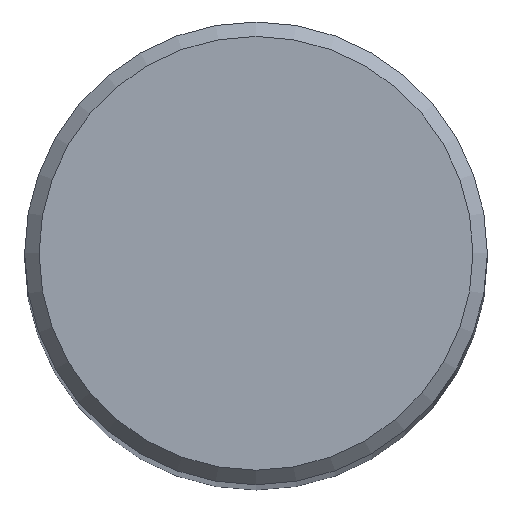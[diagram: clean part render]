
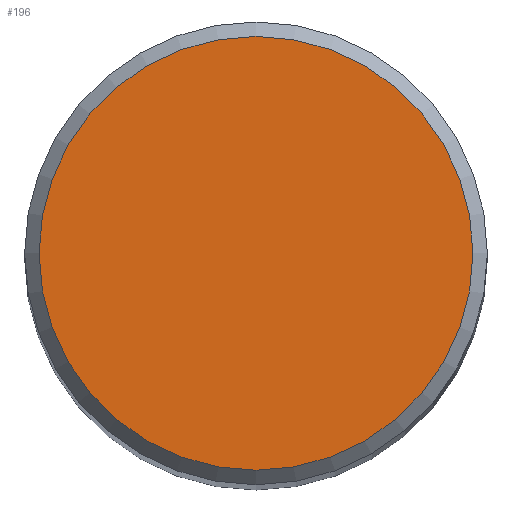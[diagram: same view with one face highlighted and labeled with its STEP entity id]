
A CAD part, top view. The second image highlights one B-rep face of the part: STEP entity #196.
In plain terms, the highlighted planar face has unit normal (0, 0, 1).
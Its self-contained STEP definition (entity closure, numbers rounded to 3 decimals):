
#196=ADVANCED_FACE('',(#257),#231,.T.);
#231=PLANE('',#840);
#257=FACE_OUTER_BOUND('',#289,.T.);
#289=EDGE_LOOP('',(#421));
#334=CIRCLE('',#839,7.5);
#421=ORIENTED_EDGE('',*,*,#643,.T.);
#567=VERTEX_POINT('',#1400);
#643=EDGE_CURVE('',#567,#567,#334,.T.);
#839=AXIS2_PLACEMENT_3D('',#1399,#995,#996);
#840=AXIS2_PLACEMENT_3D('',#1401,#997,#998);
#995=DIRECTION('',(0.,0.,1.));
#996=DIRECTION('',(1.,0.,0.));
#997=DIRECTION('',(0.,0.,1.));
#998=DIRECTION('',(1.,0.,0.));
#1399=CARTESIAN_POINT('',(0.,0.,0.));
#1400=CARTESIAN_POINT('',(7.5,0.,0.));
#1401=CARTESIAN_POINT('',(0.,0.,0.));
